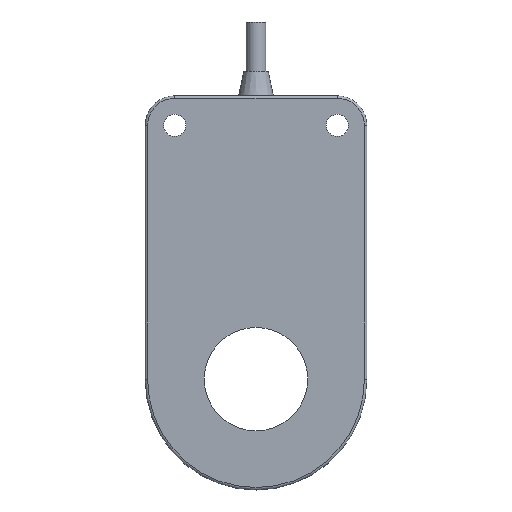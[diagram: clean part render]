
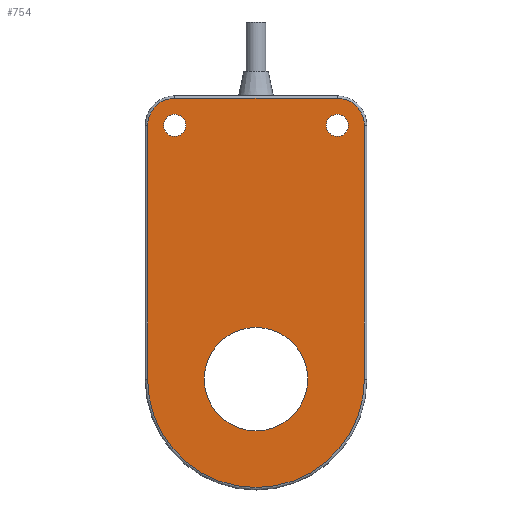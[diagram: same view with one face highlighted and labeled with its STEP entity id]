
A CAD part, front view. The second image highlights one B-rep face of the part: STEP entity #754.
In plain terms, the highlighted planar face has unit normal (0, -1, 0).
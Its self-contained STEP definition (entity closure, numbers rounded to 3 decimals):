
#56=CARTESIAN_POINT('',(0.,0.,-17.5));
#57=DIRECTION('',(0.,1.,0.));
#58=DIRECTION('',(1.,0.,0.));
#59=AXIS2_PLACEMENT_3D('',#56,#57,#58);
#65=CARTESIAN_POINT('',(0.,0.,-17.5));
#66=DIRECTION('',(0.,1.,0.));
#67=DIRECTION('',(-1.,0.,0.));
#68=AXIS2_PLACEMENT_3D('',#65,#66,#67);
#73=CARTESIAN_POINT('',(16.5,0.,34.));
#74=DIRECTION('',(0.,-1.,0.));
#75=DIRECTION('',(1.,0.,0.));
#76=AXIS2_PLACEMENT_3D('',#73,#74,#75);
#81=CARTESIAN_POINT('',(16.5,0.,34.));
#82=DIRECTION('',(0.,-1.,0.));
#83=DIRECTION('',(-1.,0.,0.));
#84=AXIS2_PLACEMENT_3D('',#81,#82,#83);
#89=CARTESIAN_POINT('',(-16.5,0.,34.));
#90=DIRECTION('',(0.,1.,0.));
#91=DIRECTION('',(-1.,0.,0.));
#92=AXIS2_PLACEMENT_3D('',#89,#90,#91);
#97=CARTESIAN_POINT('',(-16.5,0.,34.));
#98=DIRECTION('',(0.,1.,0.));
#99=DIRECTION('',(1.,0.,0.));
#100=AXIS2_PLACEMENT_3D('',#97,#98,#99);
#105=DIRECTION('',(-1.,0.,0.));
#106=VECTOR('',#105,33.);
#107=CARTESIAN_POINT('',(16.5,0.,39.5));
#108=LINE('',#107,#106);
#112=CARTESIAN_POINT('',(16.5,0.,34.));
#113=DIRECTION('',(0.,-1.,0.));
#114=DIRECTION('',(1.,0.,0.));
#115=AXIS2_PLACEMENT_3D('',#112,#113,#114);
#120=DIRECTION('',(0.,0.,1.));
#121=VECTOR('',#120,51.5);
#122=CARTESIAN_POINT('',(22.,0.,-17.5));
#123=LINE('',#122,#121);
#127=CARTESIAN_POINT('',(0.,0.,-17.5));
#128=DIRECTION('',(0.,-1.,0.));
#129=DIRECTION('',(-1.,0.,0.));
#130=AXIS2_PLACEMENT_3D('',#127,#128,#129);
#135=DIRECTION('',(0.,0.,-1.));
#136=VECTOR('',#135,51.5);
#137=CARTESIAN_POINT('',(-22.,0.,34.));
#138=LINE('',#137,#136);
#142=CARTESIAN_POINT('',(-16.5,0.,34.));
#143=DIRECTION('',(0.,-1.,0.));
#144=DIRECTION('',(0.,0.,1.));
#145=AXIS2_PLACEMENT_3D('',#142,#143,#144);
#633=CARTESIAN_POINT('',(10.5,0.,-17.5));
#634=CARTESIAN_POINT('',(-10.5,0.,-17.5));
#635=VERTEX_POINT('',#633);
#636=VERTEX_POINT('',#634);
#641=CARTESIAN_POINT('',(18.75,0.,34.));
#642=CARTESIAN_POINT('',(14.25,0.,34.));
#643=VERTEX_POINT('',#641);
#644=VERTEX_POINT('',#642);
#649=CARTESIAN_POINT('',(-18.75,0.,34.));
#650=CARTESIAN_POINT('',(-14.25,0.,34.));
#651=VERTEX_POINT('',#649);
#652=VERTEX_POINT('',#650);
#693=CARTESIAN_POINT('',(16.5,0.,39.5));
#694=CARTESIAN_POINT('',(-16.5,0.,39.5));
#695=VERTEX_POINT('',#693);
#696=VERTEX_POINT('',#694);
#701=CARTESIAN_POINT('',(-22.,0.,34.));
#702=VERTEX_POINT('',#701);
#705=CARTESIAN_POINT('',(-22.,0.,-17.5));
#706=VERTEX_POINT('',#705);
#709=CARTESIAN_POINT('',(22.,0.,-17.5));
#710=VERTEX_POINT('',#709);
#713=CARTESIAN_POINT('',(22.,0.,34.));
#714=VERTEX_POINT('',#713);
#717=CARTESIAN_POINT('',(0.,0.,0.));
#718=DIRECTION('',(0.,1.,0.));
#719=DIRECTION('',(1.,0.,0.));
#720=AXIS2_PLACEMENT_3D('',#717,#718,#719);
#721=PLANE('',#720);
#723=ORIENTED_EDGE('',*,*,#722,.F.);
#725=ORIENTED_EDGE('',*,*,#724,.F.);
#727=ORIENTED_EDGE('',*,*,#726,.F.);
#729=ORIENTED_EDGE('',*,*,#728,.F.);
#731=ORIENTED_EDGE('',*,*,#730,.F.);
#733=ORIENTED_EDGE('',*,*,#732,.F.);
#734=EDGE_LOOP('',(#723,#725,#727,#729,#731,#733));
#735=FACE_OUTER_BOUND('',#734,.F.);
#737=ORIENTED_EDGE('',*,*,#736,.F.);
#739=ORIENTED_EDGE('',*,*,#738,.F.);
#740=EDGE_LOOP('',(#737,#739));
#741=FACE_BOUND('',#740,.F.);
#743=ORIENTED_EDGE('',*,*,#742,.T.);
#745=ORIENTED_EDGE('',*,*,#744,.T.);
#746=EDGE_LOOP('',(#743,#745));
#747=FACE_BOUND('',#746,.F.);
#749=ORIENTED_EDGE('',*,*,#748,.F.);
#751=ORIENTED_EDGE('',*,*,#750,.F.);
#752=EDGE_LOOP('',(#749,#751));
#753=FACE_BOUND('',#752,.F.);
#754=ADVANCED_FACE('',(#735,#741,#747,#753),#721,.F.);
#60=CIRCLE('',#59,10.5);
#69=CIRCLE('',#68,10.5);
#77=CIRCLE('',#76,2.25);
#85=CIRCLE('',#84,2.25);
#93=CIRCLE('',#92,2.25);
#101=CIRCLE('',#100,2.25);
#116=CIRCLE('',#115,5.5);
#131=CIRCLE('',#130,22.);
#146=CIRCLE('',#145,5.5);
#722=EDGE_CURVE('',#695,#696,#108,.T.);
#724=EDGE_CURVE('',#714,#695,#116,.T.);
#726=EDGE_CURVE('',#710,#714,#123,.T.);
#728=EDGE_CURVE('',#706,#710,#131,.T.);
#730=EDGE_CURVE('',#702,#706,#138,.T.);
#732=EDGE_CURVE('',#696,#702,#146,.T.);
#736=EDGE_CURVE('',#635,#636,#60,.T.);
#738=EDGE_CURVE('',#636,#635,#69,.T.);
#742=EDGE_CURVE('',#643,#644,#77,.T.);
#744=EDGE_CURVE('',#644,#643,#85,.T.);
#748=EDGE_CURVE('',#651,#652,#93,.T.);
#750=EDGE_CURVE('',#652,#651,#101,.T.);
